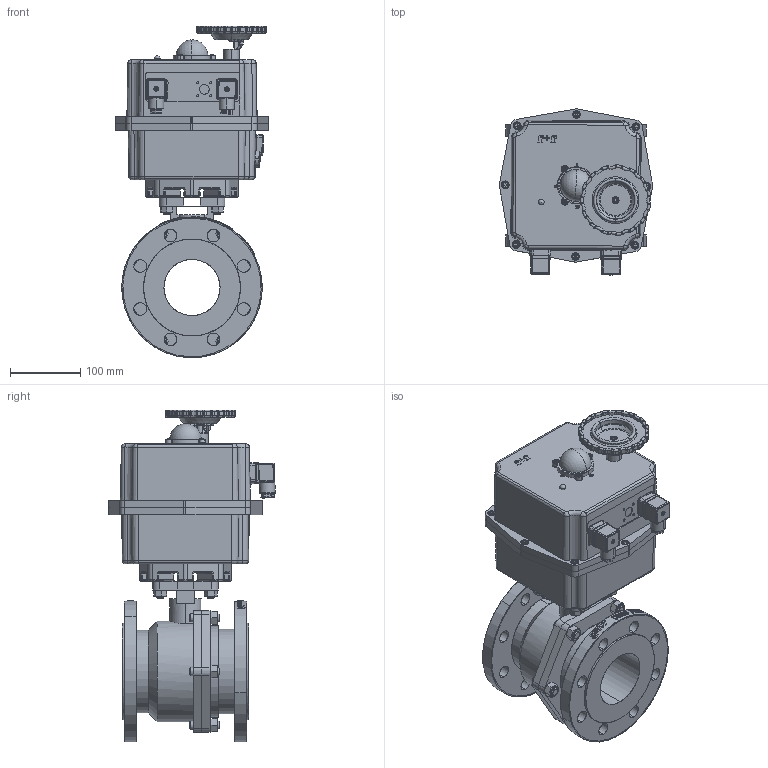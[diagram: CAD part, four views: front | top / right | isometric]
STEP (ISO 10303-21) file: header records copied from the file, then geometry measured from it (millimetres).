
FILE_DESCRIPTION (( 'STEP AP203' ), '1' );
FILE_NAME ('EK05_DN80_(EK05000010).STEP', '2022-05-20T13:27:58', ( '' ), ( '' ), 'SwSTEP 2.0', 'SolidWorks 2021', '' );
FILE_SCHEMA (( 'CONFIG_CONTROL_DESIGN' ));
Length unit declared in the file: metre
Products named in the file (1): EK05_DN80_(EK05000010)
Bounding box: 218.25 x 236.87 x 472.05 mm (x, y, z)
Surface area: 567902.7 mm2 (no closed solid volume)
Topology: 0 solids, 265 shells, 1872 faces, 6738 edges, 4956 vertices
Faces by surface type: cylinder 841, plane 469, torus 215, cone 170, bspline 146, sphere 31
Entity records: 116562 total; most frequent: CARTESIAN_POINT 62258, DIRECTION 11088, ORIENTED_EDGE 10048, EDGE_CURVE 6702, VERTEX_POINT 4947, AXIS2_PLACEMENT_3D 4339, CIRCLE 2612, VECTOR 2410
